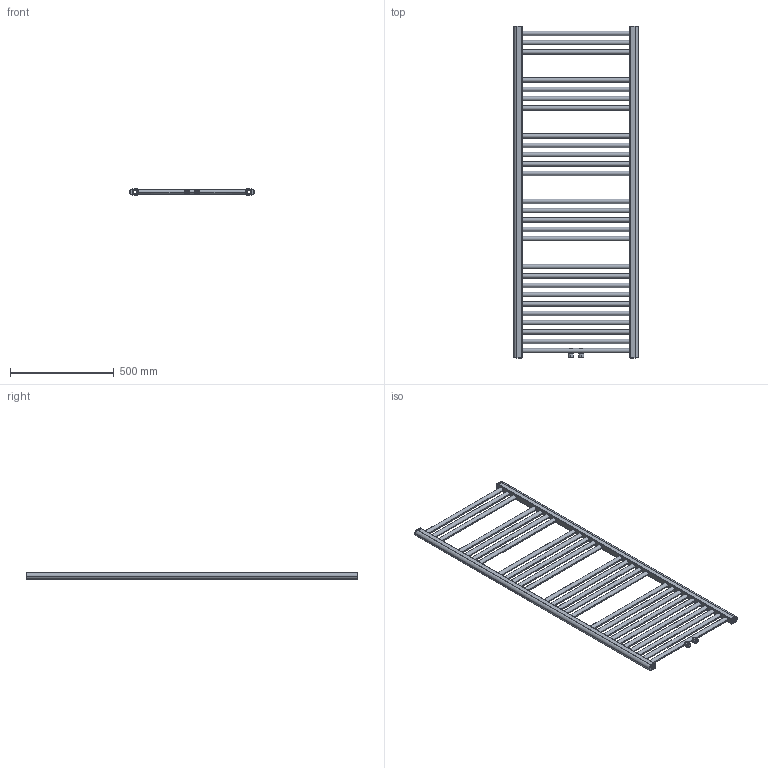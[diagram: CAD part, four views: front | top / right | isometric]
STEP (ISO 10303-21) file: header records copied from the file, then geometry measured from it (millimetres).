
FILE_DESCRIPTION((''),'2;1');
FILE_NAME('U0548876_ASM','2022-02-28T12:18:15',('btas'),(''),'CREO PARAMETRIC BY PTC INC, 2020354','CREO PARAMETRIC BY PTC INC, 2020354','');
FILE_SCHEMA(('AUTOMOTIVE_DESIGN { 1 0 10303 214 1 1 1 1 }'));
Length unit declared in the file: millimetre
Products named in the file (7): U0547379; U0547366; U0547358; U0548202; U0547397; U0548207_ASM; U0548876_ASM
Assembly tree (36 placements, depth 3):
  U0548876_ASM
    U0547379  x2
    U0547366  x26
    U0547358  x4
    U0548207_ASM
      U0548202
      U0547397  x2
Bounding box: 600.25 x 1600.5 x 30.2 mm (x, y, z)
Volume: 1317055.3 mm3; surface area: 2648286.9 mm2
Topology: 39 solids, 39 shells, 2086 faces, 5072 edges, 3060 vertices
Faces by surface type: plane 714, torus 484, cone 446, cylinder 434, bspline 8
Entity records: 15912 total; most frequent: CARTESIAN_POINT 2650, DIRECTION 2274, ORIENTED_EDGE 2110, COLOUR_RGB 1376, EDGE_CURVE 1055, AXIS2_PLACEMENT_3D 807, VERTEX_POINT 670, VECTOR 660
